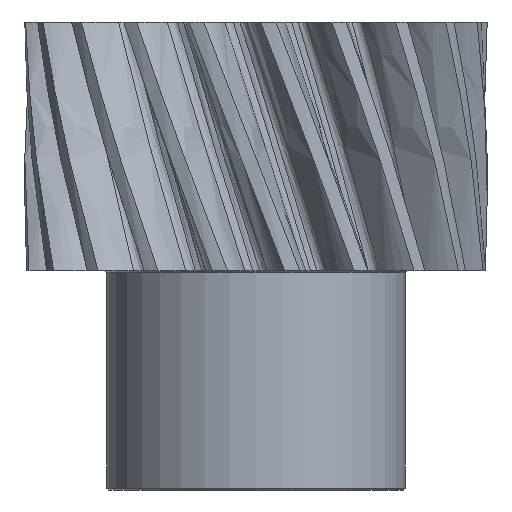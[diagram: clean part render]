
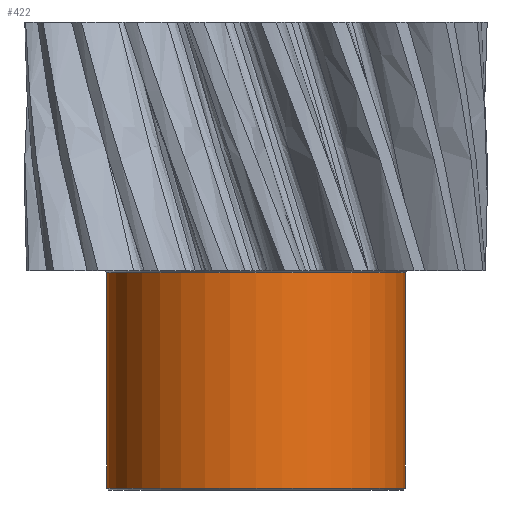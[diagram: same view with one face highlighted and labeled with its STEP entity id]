
A CAD part, front view. The second image highlights one B-rep face of the part: STEP entity #422.
In plain terms, the highlighted cylindrical face has radius 15 mm (diameter 30 mm), a partial arc.
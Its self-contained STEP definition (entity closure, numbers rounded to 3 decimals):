
#422=ADVANCED_FACE('NONE',(#846),#847,.T.);
#846=FACE_OUTER_BOUND('',#9188,.T.);
#847=CYLINDRICAL_SURFACE('',#9189,15.0);
#9188=EDGE_LOOP('',(#10192,#10193,#10194,#10195));
#9189=AXIS2_PLACEMENT_3D('',#10196,#10197,#10198);
#10192=ORIENTED_EDGE('',*,*,#10277,.F.);
#10193=ORIENTED_EDGE('',*,*,#10768,.T.);
#10194=ORIENTED_EDGE('',*,*,#10279,.T.);
#10195=ORIENTED_EDGE('',*,*,#10256,.T.);
#10196=CARTESIAN_POINT('',(0.0,0.0,-22.0));
#10197=DIRECTION('',(0.0,0.0,-1.0));
#10198=DIRECTION('',(1.0,0.0,0.0));
#10256=EDGE_CURVE('NONE',#10795,#10793,#10796,.T.);
#10277=EDGE_CURVE('NONE',#10820,#10793,#10829,.T.);
#10279=EDGE_CURVE('NONE',#10822,#10795,#10831,.T.);
#10768=EDGE_CURVE('NONE',#10820,#10822,#11560,.T.);
#10793=VERTEX_POINT('NONE',#11616);
#10795=VERTEX_POINT('NONE',#11618);
#10796=CIRCLE('',#11619,15.0);
#10820=VERTEX_POINT('NONE',#11647);
#10822=VERTEX_POINT('NONE',#11650);
#10829=LINE('',#11660,#11661);
#10831=LINE('',#11663,#11664);
#11560=CIRCLE('',#14492,15.0);
#11616=CARTESIAN_POINT('',(-15.0,0.,-0.2));
#11618=CARTESIAN_POINT('',(15.0,0.0,-0.2));
#11619=AXIS2_PLACEMENT_3D('',#14514,#14515,#14516);
#11647=CARTESIAN_POINT('',(-15.0,0.,-21.8));
#11650=CARTESIAN_POINT('',(15.0,0.0,-21.8));
#11660=CARTESIAN_POINT('',(-15.0,0.,-22.0));
#11661=VECTOR('',#14546,1000.0);
#11663=CARTESIAN_POINT('',(15.0,0.0,-22.0));
#11664=VECTOR('',#14550,1000.0);
#14492=AXIS2_PLACEMENT_3D('',#14855,#14856,#14857);
#14514=CARTESIAN_POINT('',(0.0,0.0,-0.2));
#14515=DIRECTION('',(0.0,0.0,-1.0));
#14516=DIRECTION('',(1.0,0.0,0.0));
#14546=DIRECTION('',(0.0,0.0,1.0));
#14550=DIRECTION('',(0.0,0.0,1.0));
#14855=CARTESIAN_POINT('',(0.0,0.0,-21.8));
#14856=DIRECTION('',(0.0,-0.0,1.0));
#14857=DIRECTION('',(1.0,0.0,0.0));
